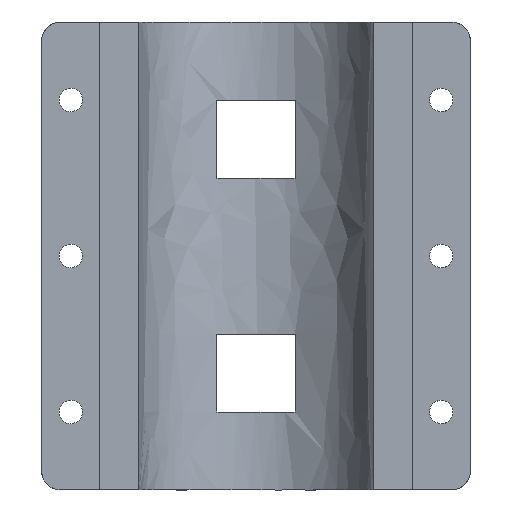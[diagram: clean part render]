
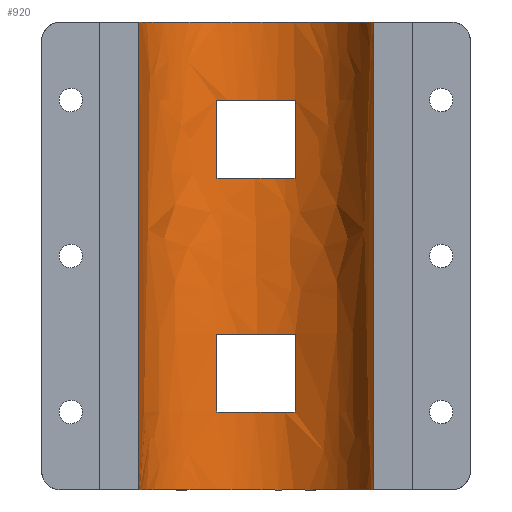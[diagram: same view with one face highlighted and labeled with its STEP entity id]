
A CAD part, front view. The second image highlights one B-rep face of the part: STEP entity #920.
In plain terms, the highlighted free-form (B-spline) face has degree [2, 1] with [5, 2] control points.
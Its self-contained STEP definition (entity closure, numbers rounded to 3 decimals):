
#889 = VERTEX_POINT('',#890);
#890 = CARTESIAN_POINT('',(41.358,0.,0.));
#897 = EDGE_CURVE('',#898,#889,#900,.T.);
#898 = VERTEX_POINT('',#899);
#899 = CARTESIAN_POINT('',(41.358,0.,-165.431));
#900 = B_SPLINE_CURVE_WITH_KNOTS('',1,(#901,#902),.UNSPECIFIED.,.F.,.F.,
  (2,2),(0.,120.),.PIECEWISE_BEZIER_KNOTS.);
#901 = CARTESIAN_POINT('',(41.358,0.,-165.431));
#902 = CARTESIAN_POINT('',(41.358,0.,0.));
#920 = ADVANCED_FACE('',(#921,#953,#985),#1013,.F.);
#921 = FACE_BOUND('',#922,.F.);
#922 = EDGE_LOOP('',(#923,#932,#940,#947));
#923 = ORIENTED_EDGE('',*,*,#924,.T.);
#924 = EDGE_CURVE('',#925,#927,#929,.T.);
#925 = VERTEX_POINT('',#926);
#926 = CARTESIAN_POINT('',(13.786,38.992,
    -137.859));
#927 = VERTEX_POINT('',#928);
#928 = CARTESIAN_POINT('',(13.786,38.992,
    -110.287));
#929 = B_SPLINE_CURVE_WITH_KNOTS('',1,(#930,#931),.UNSPECIFIED.,.F.,.F.,
  (2,2),(20.,40.),.PIECEWISE_BEZIER_KNOTS.);
#930 = CARTESIAN_POINT('',(13.786,38.992,
    -137.859));
#931 = CARTESIAN_POINT('',(13.786,38.992,
    -110.287));
#932 = ORIENTED_EDGE('',*,*,#933,.T.);
#933 = EDGE_CURVE('',#927,#934,#936,.T.);
#934 = VERTEX_POINT('',#935);
#935 = CARTESIAN_POINT('',(-13.786,38.992,
    -110.287));
#936 = ( BOUNDED_CURVE() B_SPLINE_CURVE(2,(#937,#938,#939),
.UNSPECIFIED.,.F.,.F.) B_SPLINE_CURVE_WITH_KNOTS((3,3),(1.231,
1.911),.PIECEWISE_BEZIER_KNOTS.) CURVE() 
GEOMETRIC_REPRESENTATION_ITEM() RATIONAL_B_SPLINE_CURVE((1.,
0.943,1.)) REPRESENTATION_ITEM('') );
#937 = CARTESIAN_POINT('',(13.786,38.992,
    -110.287));
#938 = CARTESIAN_POINT('',(0.,43.867,
    -110.287));
#939 = CARTESIAN_POINT('',(-13.786,38.992,
    -110.287));
#940 = ORIENTED_EDGE('',*,*,#941,.T.);
#941 = EDGE_CURVE('',#934,#942,#944,.T.);
#942 = VERTEX_POINT('',#943);
#943 = CARTESIAN_POINT('',(-13.786,38.992,
    -137.859));
#944 = B_SPLINE_CURVE_WITH_KNOTS('',1,(#945,#946),.UNSPECIFIED.,.F.,.F.,
  (2,2),(-40.,-20.),.PIECEWISE_BEZIER_KNOTS.);
#945 = CARTESIAN_POINT('',(-13.786,38.992,
    -110.287));
#946 = CARTESIAN_POINT('',(-13.786,38.992,
    -137.859));
#947 = ORIENTED_EDGE('',*,*,#948,.T.);
#948 = EDGE_CURVE('',#942,#925,#949,.T.);
#949 = ( BOUNDED_CURVE() B_SPLINE_CURVE(2,(#950,#951,#952),
.UNSPECIFIED.,.F.,.F.) B_SPLINE_CURVE_WITH_KNOTS((3,3),(1.231,
1.911),.PIECEWISE_BEZIER_KNOTS.) CURVE() 
GEOMETRIC_REPRESENTATION_ITEM() RATIONAL_B_SPLINE_CURVE((1.,
0.943,1.)) REPRESENTATION_ITEM('') );
#950 = CARTESIAN_POINT('',(-13.786,38.992,
    -137.859));
#951 = CARTESIAN_POINT('',(0.,43.867,
    -137.859));
#952 = CARTESIAN_POINT('',(13.786,38.992,
    -137.859));
#953 = FACE_BOUND('',#954,.F.);
#954 = EDGE_LOOP('',(#955,#964,#972,#979));
#955 = ORIENTED_EDGE('',*,*,#956,.T.);
#956 = EDGE_CURVE('',#957,#959,#961,.T.);
#957 = VERTEX_POINT('',#958);
#958 = CARTESIAN_POINT('',(-13.786,38.992,
    -27.572));
#959 = VERTEX_POINT('',#960);
#960 = CARTESIAN_POINT('',(-13.786,38.992,
    -55.144));
#961 = B_SPLINE_CURVE_WITH_KNOTS('',1,(#962,#963),.UNSPECIFIED.,.F.,.F.,
  (2,2),(-100.,-80.),.PIECEWISE_BEZIER_KNOTS.);
#962 = CARTESIAN_POINT('',(-13.786,38.992,
    -27.572));
#963 = CARTESIAN_POINT('',(-13.786,38.992,
    -55.144));
#964 = ORIENTED_EDGE('',*,*,#965,.T.);
#965 = EDGE_CURVE('',#959,#966,#968,.T.);
#966 = VERTEX_POINT('',#967);
#967 = CARTESIAN_POINT('',(13.786,38.992,
    -55.144));
#968 = ( BOUNDED_CURVE() B_SPLINE_CURVE(2,(#969,#970,#971),
.UNSPECIFIED.,.F.,.F.) B_SPLINE_CURVE_WITH_KNOTS((3,3),(1.231,
1.911),.PIECEWISE_BEZIER_KNOTS.) CURVE() 
GEOMETRIC_REPRESENTATION_ITEM() RATIONAL_B_SPLINE_CURVE((1.,
0.943,1.)) REPRESENTATION_ITEM('') );
#969 = CARTESIAN_POINT('',(-13.786,38.992,
    -55.144));
#970 = CARTESIAN_POINT('',(0.,43.867,
    -55.144));
#971 = CARTESIAN_POINT('',(13.786,38.992,
    -55.144));
#972 = ORIENTED_EDGE('',*,*,#973,.T.);
#973 = EDGE_CURVE('',#966,#974,#976,.T.);
#974 = VERTEX_POINT('',#975);
#975 = CARTESIAN_POINT('',(13.786,38.992,
    -27.572));
#976 = B_SPLINE_CURVE_WITH_KNOTS('',1,(#977,#978),.UNSPECIFIED.,.F.,.F.,
  (2,2),(80.,100.),.PIECEWISE_BEZIER_KNOTS.);
#977 = CARTESIAN_POINT('',(13.786,38.992,
    -55.144));
#978 = CARTESIAN_POINT('',(13.786,38.992,
    -27.572));
#979 = ORIENTED_EDGE('',*,*,#980,.T.);
#980 = EDGE_CURVE('',#974,#957,#981,.T.);
#981 = ( BOUNDED_CURVE() B_SPLINE_CURVE(2,(#982,#983,#984),
.UNSPECIFIED.,.F.,.F.) B_SPLINE_CURVE_WITH_KNOTS((3,3),(1.231,
1.911),.PIECEWISE_BEZIER_KNOTS.) CURVE() 
GEOMETRIC_REPRESENTATION_ITEM() RATIONAL_B_SPLINE_CURVE((1.,
0.943,1.)) REPRESENTATION_ITEM('') );
#982 = CARTESIAN_POINT('',(13.786,38.992,
    -27.572));
#983 = CARTESIAN_POINT('',(0.,43.867,
    -27.572));
#984 = CARTESIAN_POINT('',(-13.786,38.992,
    -27.572));
#985 = FACE_BOUND('',#986,.F.);
#986 = EDGE_LOOP('',(#987,#988,#998,#1005));
#987 = ORIENTED_EDGE('',*,*,#897,.F.);
#988 = ORIENTED_EDGE('',*,*,#989,.T.);
#989 = EDGE_CURVE('',#898,#990,#992,.T.);
#990 = VERTEX_POINT('',#991);
#991 = CARTESIAN_POINT('',(-41.358,0.,-165.431));
#992 = ( BOUNDED_CURVE() B_SPLINE_CURVE(2,(#993,#994,#995,#996,#997),
.UNSPECIFIED.,.F.,.F.) B_SPLINE_CURVE_WITH_KNOTS((3,2,3),(0.,
1.571,3.142),.PIECEWISE_BEZIER_KNOTS.) CURVE() 
GEOMETRIC_REPRESENTATION_ITEM() RATIONAL_B_SPLINE_CURVE((1.,
0.707,1.,0.707,1.)) REPRESENTATION_ITEM('') );
#993 = CARTESIAN_POINT('',(41.358,0.,-165.431));
#994 = CARTESIAN_POINT('',(41.358,41.358,
    -165.431));
#995 = CARTESIAN_POINT('',(0.,41.358,
    -165.431));
#996 = CARTESIAN_POINT('',(-41.358,41.358,
    -165.431));
#997 = CARTESIAN_POINT('',(-41.358,0.,
    -165.431));
#998 = ORIENTED_EDGE('',*,*,#999,.T.);
#999 = EDGE_CURVE('',#990,#1000,#1002,.T.);
#1000 = VERTEX_POINT('',#1001);
#1001 = CARTESIAN_POINT('',(-41.358,0.,0.));
#1002 = B_SPLINE_CURVE_WITH_KNOTS('',1,(#1003,#1004),.UNSPECIFIED.,.F.,
  .F.,(2,2),(0.,120.),.PIECEWISE_BEZIER_KNOTS.);
#1003 = CARTESIAN_POINT('',(-41.358,0.,-165.431));
#1004 = CARTESIAN_POINT('',(-41.358,0.,0.));
#1005 = ORIENTED_EDGE('',*,*,#1006,.F.);
#1006 = EDGE_CURVE('',#889,#1000,#1007,.T.);
#1007 = ( BOUNDED_CURVE() B_SPLINE_CURVE(2,(#1008,#1009,#1010,#1011,
#1012),.UNSPECIFIED.,.F.,.F.) B_SPLINE_CURVE_WITH_KNOTS((3,2,3),(0.,
1.571,3.142),.PIECEWISE_BEZIER_KNOTS.) CURVE() 
GEOMETRIC_REPRESENTATION_ITEM() RATIONAL_B_SPLINE_CURVE((1.,
0.707,1.,0.707,1.)) REPRESENTATION_ITEM('') );
#1008 = CARTESIAN_POINT('',(41.358,0.,0.));
#1009 = CARTESIAN_POINT('',(41.358,41.358,0.));
#1010 = CARTESIAN_POINT('',(0.,41.358,0.));
#1011 = CARTESIAN_POINT('',(-41.358,41.358,0.));
#1012 = CARTESIAN_POINT('',(-41.358,0.,0.));
#1013 = ( BOUNDED_SURFACE() B_SPLINE_SURFACE(2,1,(
    (#1014,#1015)
    ,(#1016,#1017)
    ,(#1018,#1019)
    ,(#1020,#1021)
    ,(#1022,#1023
)),.UNSPECIFIED.,.F.,.F.,.F.) B_SPLINE_SURFACE_WITH_KNOTS((3,2,3),(2,2),
  (0.,1.571,3.142),(0.,120.),.PIECEWISE_BEZIER_KNOTS.) 
GEOMETRIC_REPRESENTATION_ITEM() RATIONAL_B_SPLINE_SURFACE((
    (1.,1.)
    ,(0.707,0.707)
    ,(1.,1.)
    ,(0.707,0.707)
,(1.,1.))) REPRESENTATION_ITEM('') SURFACE() );
#1014 = CARTESIAN_POINT('',(41.358,0.,-165.431));
#1015 = CARTESIAN_POINT('',(41.358,0.,0.));
#1016 = CARTESIAN_POINT('',(41.358,41.358,
    -165.431));
#1017 = CARTESIAN_POINT('',(41.358,41.358,0.));
#1018 = CARTESIAN_POINT('',(0.,41.358,
    -165.431));
#1019 = CARTESIAN_POINT('',(0.,41.358,0.));
#1020 = CARTESIAN_POINT('',(-41.358,41.358,
    -165.431));
#1021 = CARTESIAN_POINT('',(-41.358,41.358,0.));
#1022 = CARTESIAN_POINT('',(-41.358,0.,
    -165.431));
#1023 = CARTESIAN_POINT('',(-41.358,0.,0.));
